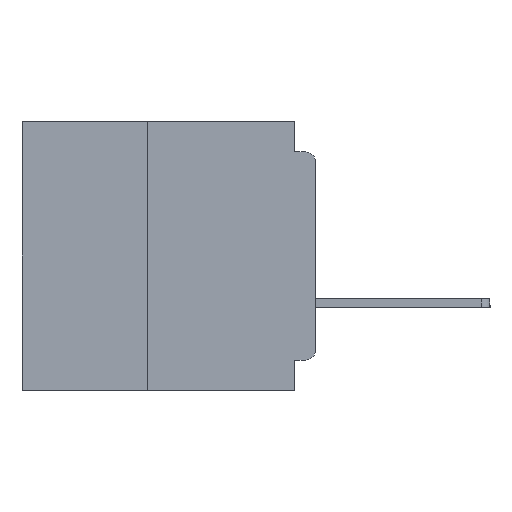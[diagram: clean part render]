
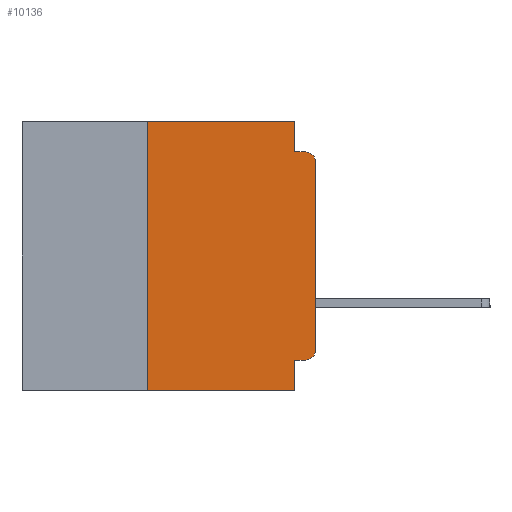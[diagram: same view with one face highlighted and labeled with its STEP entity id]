
A CAD part, left-side view. The second image highlights one B-rep face of the part: STEP entity #10136.
In plain terms, the highlighted planar face has unit normal (-1, 0, 0).
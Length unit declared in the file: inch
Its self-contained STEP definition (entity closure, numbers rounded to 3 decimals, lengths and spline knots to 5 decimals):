
#206 = CARTESIAN_POINT ( 'NONE',  ( 0., 0.031, -0.4 ) ) ;
#599 = EDGE_CURVE ( 'NONE', #16017, #13083, #48372, .T. ) ;
#1326 = CARTESIAN_POINT ( 'NONE',  ( 0., 0., -0.355 ) ) ;
#1523 = CARTESIAN_POINT ( 'NONE',  ( 0., 0.015, -0.045 ) ) ;
#1533 = CARTESIAN_POINT ( 'NONE',  ( 0., 0.015, -0.06 ) ) ;
#1608 = DIRECTION ( 'NONE',  ( 0., 0., -1. ) ) ;
#3553 = EDGE_CURVE ( 'NONE', #9200, #45144, #28169, .T. ) ;
#4042 = LINE ( 'NONE', #36573, #35921 ) ;
#4330 = VERTEX_POINT ( 'NONE', #13200 ) ;
#4601 = VERTEX_POINT ( 'NONE', #46692 ) ;
#4784 = DIRECTION ( 'NONE',  ( 0., -1., 0. ) ) ;
#5597 = DIRECTION ( 'NONE',  ( 0., 0., -1. ) ) ;
#5648 = ORIENTED_EDGE ( 'NONE', *, *, #22416, .T. ) ;
#8697 = CARTESIAN_POINT ( 'NONE',  ( 0., 0.031, 0. ) ) ;
#9200 = VERTEX_POINT ( 'NONE', #47740 ) ;
#9682 = LINE ( 'NONE', #31939, #19039 ) ;
#10136 = ADVANCED_FACE ( 'NONE', ( #40071 ), #17603, .F. ) ;
#11528 = ORIENTED_EDGE ( 'NONE', *, *, #27526, .T. ) ;
#11906 = LINE ( 'NONE', #47641, #42406 ) ;
#12639 = LINE ( 'NONE', #1326, #44382 ) ;
#13083 = VERTEX_POINT ( 'NONE', #40943 ) ;
#13200 = CARTESIAN_POINT ( 'NONE',  ( 0., 0., -0.06 ) ) ;
#13331 = VECTOR ( 'NONE', #27774, 39.37008 ) ;
#13492 = VECTOR ( 'NONE', #24805, 39.37008 ) ;
#13934 = DIRECTION ( 'NONE',  ( -1., 0., 0. ) ) ;
#14573 = LINE ( 'NONE', #31605, #13331 ) ;
#16017 = VERTEX_POINT ( 'NONE', #39181 ) ;
#17499 = VECTOR ( 'NONE', #44211, 39.37008 ) ;
#17603 = PLANE ( 'NONE',  #47000 ) ;
#19039 = VECTOR ( 'NONE', #23932, 39.37008 ) ;
#19361 = CARTESIAN_POINT ( 'NONE',  ( 0., 0., -0.045 ) ) ;
#20166 = EDGE_CURVE ( 'NONE', #13083, #4330, #9682, .T. ) ;
#20975 = CARTESIAN_POINT ( 'NONE',  ( 0., 0.25, -0.4 ) ) ;
#22416 = EDGE_CURVE ( 'NONE', #47623, #45144, #14573, .T. ) ;
#23429 = DIRECTION ( 'NONE',  ( 0., -1., 0. ) ) ;
#23743 = CIRCLE ( 'NONE', #26465, 0.015 ) ;
#23853 = ORIENTED_EDGE ( 'NONE', *, *, #46311, .F. ) ;
#23858 = EDGE_CURVE ( 'NONE', #26438, #37700, #47978, .T. ) ;
#23923 = DIRECTION ( 'NONE',  ( 0., 0., 1. ) ) ;
#23932 = DIRECTION ( 'NONE',  ( 0., 0., 1. ) ) ;
#24136 = LINE ( 'NONE', #8697, #13492 ) ;
#24753 = EDGE_LOOP ( 'NONE', ( #47669, #11528, #36633, #23853, #44787, #43461, #5648, #35039, #43391, #36155 ) ) ;
#24805 = DIRECTION ( 'NONE',  ( 0., 0., -1. ) ) ;
#25522 = CARTESIAN_POINT ( 'NONE',  ( 0., 0.437, 0. ) ) ;
#25696 = DIRECTION ( 'NONE',  ( 1., 0., 0. ) ) ;
#26438 = VERTEX_POINT ( 'NONE', #34549 ) ;
#26465 = AXIS2_PLACEMENT_3D ( 'NONE', #1533, #29628, #5597 ) ;
#27477 = AXIS2_PLACEMENT_3D ( 'NONE', #37792, #13934, #41768 ) ;
#27526 = EDGE_CURVE ( 'NONE', #4330, #37700, #23743, .T. ) ;
#27774 = DIRECTION ( 'NONE',  ( 0., -1., 0. ) ) ;
#28169 = LINE ( 'NONE', #206, #17499 ) ;
#29426 = DIRECTION ( 'NONE',  ( 0., 1., 0. ) ) ;
#29628 = DIRECTION ( 'NONE',  ( -1., 0., 0. ) ) ;
#31605 = CARTESIAN_POINT ( 'NONE',  ( 0., 0.437, -0.4 ) ) ;
#31939 = CARTESIAN_POINT ( 'NONE',  ( 0., 0., 0. ) ) ;
#33082 = EDGE_CURVE ( 'NONE', #47623, #47708, #11906, .T. ) ;
#34549 = CARTESIAN_POINT ( 'NONE',  ( 0., 0.031, -0.045 ) ) ;
#35039 = ORIENTED_EDGE ( 'NONE', *, *, #3553, .F. ) ;
#35921 = VECTOR ( 'NONE', #4784, 39.37008 ) ;
#36155 = ORIENTED_EDGE ( 'NONE', *, *, #599, .T. ) ;
#36573 = CARTESIAN_POINT ( 'NONE',  ( 0., 0.437, 0. ) ) ;
#36633 = ORIENTED_EDGE ( 'NONE', *, *, #23858, .F. ) ;
#37700 = VERTEX_POINT ( 'NONE', #1523 ) ;
#37792 = CARTESIAN_POINT ( 'NONE',  ( 0., 0.015, -0.34 ) ) ;
#39181 = CARTESIAN_POINT ( 'NONE',  ( 0., 0.015, -0.355 ) ) ;
#40071 = FACE_OUTER_BOUND ( 'NONE', #24753, .T. ) ;
#40772 = EDGE_CURVE ( 'NONE', #16017, #9200, #12639, .T. ) ;
#40943 = CARTESIAN_POINT ( 'NONE',  ( 0., 0., -0.34 ) ) ;
#41768 = DIRECTION ( 'NONE',  ( 0., 0., -1. ) ) ;
#42406 = VECTOR ( 'NONE', #23923, 39.37008 ) ;
#43391 = ORIENTED_EDGE ( 'NONE', *, *, #40772, .F. ) ;
#43461 = ORIENTED_EDGE ( 'NONE', *, *, #33082, .F. ) ;
#44211 = DIRECTION ( 'NONE',  ( 0., 0., -1. ) ) ;
#44382 = VECTOR ( 'NONE', #29426, 39.37008 ) ;
#44787 = ORIENTED_EDGE ( 'NONE', *, *, #46314, .F. ) ;
#45144 = VERTEX_POINT ( 'NONE', #49414 ) ;
#46311 = EDGE_CURVE ( 'NONE', #4601, #26438, #24136, .T. ) ;
#46314 = EDGE_CURVE ( 'NONE', #47708, #4601, #4042, .T. ) ;
#46692 = CARTESIAN_POINT ( 'NONE',  ( 0., 0.031, 0. ) ) ;
#46730 = VECTOR ( 'NONE', #23429, 39.37008 ) ;
#47000 = AXIS2_PLACEMENT_3D ( 'NONE', #25522, #25696, #1608 ) ;
#47623 = VERTEX_POINT ( 'NONE', #20975 ) ;
#47641 = CARTESIAN_POINT ( 'NONE',  ( 0., 0.25, -0.4 ) ) ;
#47669 = ORIENTED_EDGE ( 'NONE', *, *, #20166, .T. ) ;
#47708 = VERTEX_POINT ( 'NONE', #49224 ) ;
#47740 = CARTESIAN_POINT ( 'NONE',  ( 0., 0.031, -0.355 ) ) ;
#47978 = LINE ( 'NONE', #19361, #46730 ) ;
#48372 = CIRCLE ( 'NONE', #27477, 0.015 ) ;
#49224 = CARTESIAN_POINT ( 'NONE',  ( 0., 0.25, 0. ) ) ;
#49414 = CARTESIAN_POINT ( 'NONE',  ( 0., 0.031, -0.4 ) ) ;
